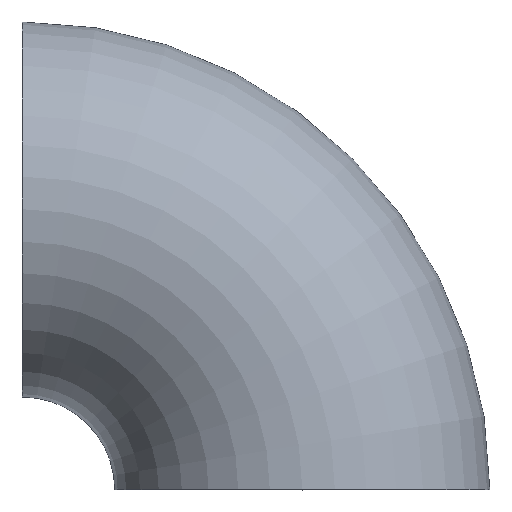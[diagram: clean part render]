
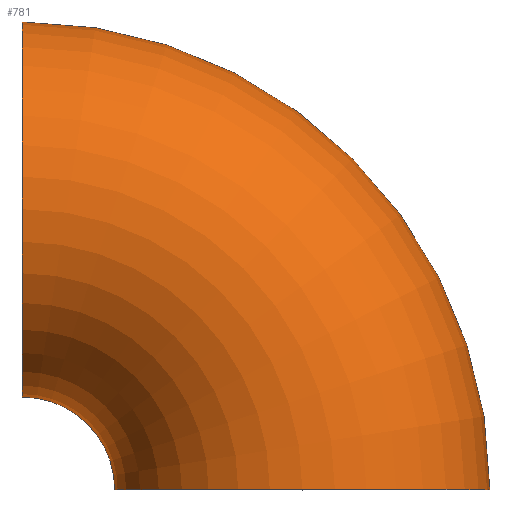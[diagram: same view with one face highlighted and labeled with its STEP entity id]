
A CAD part, top view. The second image highlights one B-rep face of the part: STEP entity #781.
In plain terms, the highlighted toroidal (fillet/blend) face has major radius 150 mm and minor radius 100.4 mm.
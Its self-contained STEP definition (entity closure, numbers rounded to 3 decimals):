
#695 = PLANE('',#696);
#696 = AXIS2_PLACEMENT_3D('',#697,#698,#699);
#697 = CARTESIAN_POINT('',(0.,75.,0.)
  );
#698 = DIRECTION('',(-1.,0.,0.));
#699 = DIRECTION('',(0.,-1.,0.));
#727 = PLANE('',#728);
#728 = AXIS2_PLACEMENT_3D('',#729,#730,#731);
#729 = CARTESIAN_POINT('',(225.,-150.,0.));
#730 = DIRECTION('',(0.,1.,0.));
#731 = DIRECTION('',(0.,0.,1.));
#746 = EDGE_CURVE('',#747,#747,#749,.T.);
#747 = VERTEX_POINT('',#748);
#748 = CARTESIAN_POINT('',(0.,100.4,0.)
  );
#749 = SURFACE_CURVE('',#750,(#755,#766),.PCURVE_S1.);
#750 = CIRCLE('',#751,100.4);
#751 = AXIS2_PLACEMENT_3D('',#752,#753,#754);
#752 = CARTESIAN_POINT('',(0.,0.,
    0.));
#753 = DIRECTION('',(1.,0.,0.));
#754 = DIRECTION('',(0.,1.,0.));
#755 = PCURVE('',#695,#756);
#756 = DEFINITIONAL_REPRESENTATION('',(#757),#765);
#757 = ( BOUNDED_CURVE() B_SPLINE_CURVE(2,(#758,#759,#760,#761,#762,#763
,#764),.UNSPECIFIED.,.F.,.F.) B_SPLINE_CURVE_WITH_KNOTS((1,2,2,2,2,1),(
    -2.094,0.,2.094,4.189,6.283,
8.378),.UNSPECIFIED.) CURVE() GEOMETRIC_REPRESENTATION_ITEM() 
RATIONAL_B_SPLINE_CURVE((1.,0.5,1.,0.5,1.,0.5,1.)) REPRESENTATION_ITEM(
  '') );
#758 = CARTESIAN_POINT('',(-25.4,0.));
#759 = CARTESIAN_POINT('',(-25.4,173.898));
#760 = CARTESIAN_POINT('',(125.2,86.949));
#761 = CARTESIAN_POINT('',(275.8,0.));
#762 = CARTESIAN_POINT('',(125.2,-86.949));
#763 = CARTESIAN_POINT('',(-25.4,-173.898));
#764 = CARTESIAN_POINT('',(-25.4,0.));
#765 = ( GEOMETRIC_REPRESENTATION_CONTEXT(2) 
PARAMETRIC_REPRESENTATION_CONTEXT() REPRESENTATION_CONTEXT('2D SPACE',''
  ) );
#766 = PCURVE('',#767,#772);
#767 = TOROIDAL_SURFACE('',#768,150.,100.4);
#768 = AXIS2_PLACEMENT_3D('',#769,#770,#771);
#769 = CARTESIAN_POINT('',(0.,-150.,0.));
#770 = DIRECTION('',(0.,0.,1.));
#771 = DIRECTION('',(1.,0.,0.));
#772 = DEFINITIONAL_REPRESENTATION('',(#773),#777);
#773 = LINE('',#774,#775);
#774 = CARTESIAN_POINT('',(1.571,0.));
#775 = VECTOR('',#776,1.);
#776 = DIRECTION('',(0.,1.));
#777 = ( GEOMETRIC_REPRESENTATION_CONTEXT(2) 
PARAMETRIC_REPRESENTATION_CONTEXT() REPRESENTATION_CONTEXT('2D SPACE',''
  ) );
#781 = ADVANCED_FACE('',(#782),#767,.T.);
#782 = FACE_BOUND('',#783,.T.);
#783 = EDGE_LOOP('',(#784,#808,#809,#810));
#784 = ORIENTED_EDGE('',*,*,#785,.T.);
#785 = EDGE_CURVE('',#786,#747,#788,.T.);
#786 = VERTEX_POINT('',#787);
#787 = CARTESIAN_POINT('',(250.4,-150.,0.));
#788 = SEAM_CURVE('',#789,(#794,#801),.PCURVE_S1.);
#789 = CIRCLE('',#790,250.4);
#790 = AXIS2_PLACEMENT_3D('',#791,#792,#793);
#791 = CARTESIAN_POINT('',(0.,-150.,0.));
#792 = DIRECTION('',(0.,0.,1.));
#793 = DIRECTION('',(1.,0.,0.));
#794 = PCURVE('',#767,#795);
#795 = DEFINITIONAL_REPRESENTATION('',(#796),#800);
#796 = LINE('',#797,#798);
#797 = CARTESIAN_POINT('',(0.,0.));
#798 = VECTOR('',#799,1.);
#799 = DIRECTION('',(1.,0.));
#800 = ( GEOMETRIC_REPRESENTATION_CONTEXT(2) 
PARAMETRIC_REPRESENTATION_CONTEXT() REPRESENTATION_CONTEXT('2D SPACE',''
  ) );
#801 = PCURVE('',#767,#802);
#802 = DEFINITIONAL_REPRESENTATION('',(#803),#807);
#803 = LINE('',#804,#805);
#804 = CARTESIAN_POINT('',(0.,6.283));
#805 = VECTOR('',#806,1.);
#806 = DIRECTION('',(1.,0.));
#807 = ( GEOMETRIC_REPRESENTATION_CONTEXT(2) 
PARAMETRIC_REPRESENTATION_CONTEXT() REPRESENTATION_CONTEXT('2D SPACE',''
  ) );
#808 = ORIENTED_EDGE('',*,*,#746,.T.);
#809 = ORIENTED_EDGE('',*,*,#785,.F.);
#810 = ORIENTED_EDGE('',*,*,#811,.F.);
#811 = EDGE_CURVE('',#786,#786,#812,.T.);
#812 = SURFACE_CURVE('',#813,(#818,#825),.PCURVE_S1.);
#813 = CIRCLE('',#814,100.4);
#814 = AXIS2_PLACEMENT_3D('',#815,#816,#817);
#815 = CARTESIAN_POINT('',(150.,-150.,0.));
#816 = DIRECTION('',(0.,-1.,0.));
#817 = DIRECTION('',(1.,0.,0.));
#818 = PCURVE('',#767,#819);
#819 = DEFINITIONAL_REPRESENTATION('',(#820),#824);
#820 = LINE('',#821,#822);
#821 = CARTESIAN_POINT('',(0.,0.));
#822 = VECTOR('',#823,1.);
#823 = DIRECTION('',(0.,1.));
#824 = ( GEOMETRIC_REPRESENTATION_CONTEXT(2) 
PARAMETRIC_REPRESENTATION_CONTEXT() REPRESENTATION_CONTEXT('2D SPACE',''
  ) );
#825 = PCURVE('',#727,#826);
#826 = DEFINITIONAL_REPRESENTATION('',(#827),#835);
#827 = ( BOUNDED_CURVE() B_SPLINE_CURVE(2,(#828,#829,#830,#831,#832,#833
,#834),.UNSPECIFIED.,.F.,.F.) B_SPLINE_CURVE_WITH_KNOTS((1,2,2,2,2,1),(
    -2.094,0.,2.094,4.189,6.283,
8.378),.UNSPECIFIED.) CURVE() GEOMETRIC_REPRESENTATION_ITEM() 
RATIONAL_B_SPLINE_CURVE((1.,0.5,1.,0.5,1.,0.5,1.)) REPRESENTATION_ITEM(
  '') );
#828 = CARTESIAN_POINT('',(0.,25.4));
#829 = CARTESIAN_POINT('',(173.898,25.4));
#830 = CARTESIAN_POINT('',(86.949,-125.2));
#831 = CARTESIAN_POINT('',(0.,-275.8));
#832 = CARTESIAN_POINT('',(-86.949,-125.2));
#833 = CARTESIAN_POINT('',(-173.898,25.4));
#834 = CARTESIAN_POINT('',(0.,25.4));
#835 = ( GEOMETRIC_REPRESENTATION_CONTEXT(2) 
PARAMETRIC_REPRESENTATION_CONTEXT() REPRESENTATION_CONTEXT('2D SPACE',''
  ) );
